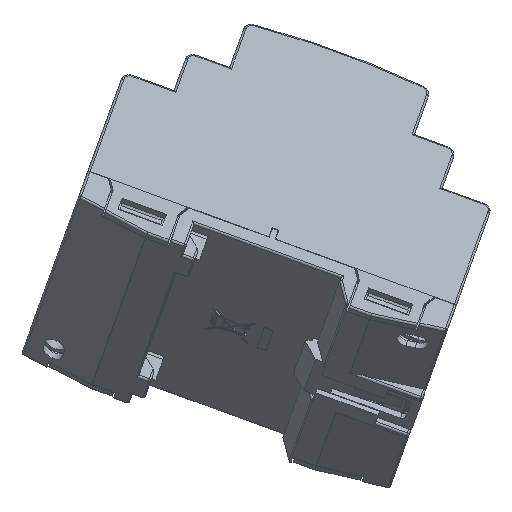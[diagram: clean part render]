
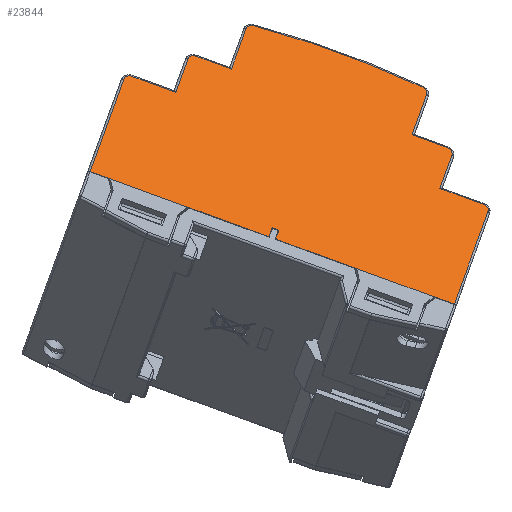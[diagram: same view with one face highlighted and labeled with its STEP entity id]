
A CAD part, left-side view. The second image highlights one B-rep face of the part: STEP entity #23844.
In plain terms, the highlighted face is planar.
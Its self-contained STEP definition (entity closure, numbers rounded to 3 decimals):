
#23184=CARTESIAN_POINT('Line Origine',(-35.,0.,28.45)) ;
#23188=CARTESIAN_POINT('Vertex',(-35.,-32.15,28.45)) ;
#23190=CARTESIAN_POINT('Vertex',(-35.,-42.85,28.45)) ;
#23379=CARTESIAN_POINT('Axis2P3D Location',(-35.,-42.85,26.95)) ;
#23383=CARTESIAN_POINT('Vertex',(-35.,-44.35,26.95)) ;
#23645=CARTESIAN_POINT('Axis2P3D Location',(-35.,0.,0.)) ;
#23650=CARTESIAN_POINT('Line Origine',(-35.,0.825,1.3)) ;
#23654=CARTESIAN_POINT('Vertex',(-35.,0.825,0.)) ;
#23656=CARTESIAN_POINT('Vertex',(-35.,0.825,2.6)) ;
#23659=CARTESIAN_POINT('Line Origine',(-35.,0.,2.6)) ;
#23663=CARTESIAN_POINT('Vertex',(-35.,-0.825,2.6)) ;
#23666=CARTESIAN_POINT('Line Origine',(-35.,-0.825,1.3)) ;
#23670=CARTESIAN_POINT('Vertex',(-35.,-0.825,0.)) ;
#23673=CARTESIAN_POINT('Line Origine',(-35.,-10.688,0.)) ;
#23677=CARTESIAN_POINT('Vertex',(-35.,-20.55,0.)) ;
#23680=CARTESIAN_POINT('Line Origine',(-35.,-30.,0.)) ;
#23684=CARTESIAN_POINT('Vertex',(-35.,-39.45,0.)) ;
#23687=CARTESIAN_POINT('Line Origine',(-35.,-41.9,0.)) ;
#23691=CARTESIAN_POINT('Vertex',(-35.,-44.35,0.)) ;
#23694=CARTESIAN_POINT('Line Origine',(-35.,-44.35,13.475)) ;
#23699=CARTESIAN_POINT('Line Origine',(-35.,-32.15,33.3)) ;
#23703=CARTESIAN_POINT('Vertex',(-35.,-32.15,38.15)) ;
#23706=CARTESIAN_POINT('Axis2P3D Location',(-35.,-30.65,38.15)) ;
#23710=CARTESIAN_POINT('Vertex',(-35.,-30.65,39.65)) ;
#23713=CARTESIAN_POINT('Line Origine',(-35.,-26.325,39.65)) ;
#23717=CARTESIAN_POINT('Vertex',(-35.,-22.,39.65)) ;
#23720=CARTESIAN_POINT('Line Origine',(-35.,-22.,45.518)) ;
#23724=CARTESIAN_POINT('Vertex',(-35.,-22.,51.386)) ;
#23727=CARTESIAN_POINT('Axis2P3D Location',(-35.,-20.5,51.386)) ;
#23731=CARTESIAN_POINT('Vertex',(-35.,-20.655,52.878)) ;
#23734=CARTESIAN_POINT('Axis2P3D Location',(-35.,0.,-145.55)) ;
#23738=CARTESIAN_POINT('Vertex',(-35.,20.655,52.878)) ;
#23741=CARTESIAN_POINT('Axis2P3D Location',(-35.,20.5,51.386)) ;
#23745=CARTESIAN_POINT('Vertex',(-35.,22.,51.386)) ;
#23748=CARTESIAN_POINT('Line Origine',(-35.,22.,45.518)) ;
#23752=CARTESIAN_POINT('Vertex',(-35.,22.,39.65)) ;
#23755=CARTESIAN_POINT('Line Origine',(-35.,26.325,39.65)) ;
#23759=CARTESIAN_POINT('Vertex',(-35.,30.65,39.65)) ;
#23762=CARTESIAN_POINT('Axis2P3D Location',(-35.,30.65,38.15)) ;
#23766=CARTESIAN_POINT('Vertex',(-35.,32.15,38.15)) ;
#23769=CARTESIAN_POINT('Line Origine',(-35.,32.15,33.3)) ;
#23773=CARTESIAN_POINT('Vertex',(-35.,32.15,28.45)) ;
#23776=CARTESIAN_POINT('Line Origine',(-35.,37.5,28.45)) ;
#23780=CARTESIAN_POINT('Vertex',(-35.,42.85,28.45)) ;
#23783=CARTESIAN_POINT('Axis2P3D Location',(-35.,42.85,26.95)) ;
#23787=CARTESIAN_POINT('Vertex',(-35.,44.35,26.95)) ;
#23790=CARTESIAN_POINT('Line Origine',(-35.,44.35,13.475)) ;
#23794=CARTESIAN_POINT('Vertex',(-35.,44.35,0.)) ;
#23797=CARTESIAN_POINT('Line Origine',(-35.,41.9,0.)) ;
#23801=CARTESIAN_POINT('Vertex',(-35.,39.45,0.)) ;
#23804=CARTESIAN_POINT('Line Origine',(-35.,30.,0.)) ;
#23808=CARTESIAN_POINT('Vertex',(-35.,20.55,0.)) ;
#23811=CARTESIAN_POINT('Line Origine',(-35.,10.688,0.)) ;
#23185=DIRECTION('Vector Direction',(0.,1.,0.)) ;
#23380=DIRECTION('Axis2P3D Direction',(1.,-0.,0.)) ;
#23646=DIRECTION('Axis2P3D Direction',(1.,0.,0.)) ;
#23647=DIRECTION('Axis2P3D XDirection',(0.,1.,0.)) ;
#23651=DIRECTION('Vector Direction',(0.,0.,1.)) ;
#23660=DIRECTION('Vector Direction',(0.,-1.,0.)) ;
#23667=DIRECTION('Vector Direction',(0.,0.,1.)) ;
#23674=DIRECTION('Vector Direction',(0.,1.,0.)) ;
#23681=DIRECTION('Vector Direction',(0.,1.,0.)) ;
#23688=DIRECTION('Vector Direction',(0.,1.,0.)) ;
#23695=DIRECTION('Vector Direction',(0.,0.,-1.)) ;
#23700=DIRECTION('Vector Direction',(0.,0.,-1.)) ;
#23707=DIRECTION('Axis2P3D Direction',(1.,0.,0.)) ;
#23714=DIRECTION('Vector Direction',(0.,1.,0.)) ;
#23721=DIRECTION('Vector Direction',(0.,0.,-1.)) ;
#23728=DIRECTION('Axis2P3D Direction',(1.,0.,0.)) ;
#23735=DIRECTION('Axis2P3D Direction',(1.,0.,0.)) ;
#23742=DIRECTION('Axis2P3D Direction',(1.,0.,0.)) ;
#23749=DIRECTION('Vector Direction',(0.,0.,-1.)) ;
#23756=DIRECTION('Vector Direction',(0.,1.,0.)) ;
#23763=DIRECTION('Axis2P3D Direction',(1.,0.,0.)) ;
#23770=DIRECTION('Vector Direction',(0.,0.,-1.)) ;
#23777=DIRECTION('Vector Direction',(0.,1.,0.)) ;
#23784=DIRECTION('Axis2P3D Direction',(1.,0.,0.)) ;
#23791=DIRECTION('Vector Direction',(0.,0.,-1.)) ;
#23798=DIRECTION('Vector Direction',(0.,1.,0.)) ;
#23805=DIRECTION('Vector Direction',(0.,1.,0.)) ;
#23812=DIRECTION('Vector Direction',(0.,1.,0.)) ;
#23381=AXIS2_PLACEMENT_3D('Circle Axis2P3D',#23379,#23380,$) ;
#23648=AXIS2_PLACEMENT_3D('Plane Axis2P3D',#23645,#23646,#23647) ;
#23708=AXIS2_PLACEMENT_3D('Circle Axis2P3D',#23706,#23707,$) ;
#23729=AXIS2_PLACEMENT_3D('Circle Axis2P3D',#23727,#23728,$) ;
#23736=AXIS2_PLACEMENT_3D('Circle Axis2P3D',#23734,#23735,$) ;
#23743=AXIS2_PLACEMENT_3D('Circle Axis2P3D',#23741,#23742,$) ;
#23764=AXIS2_PLACEMENT_3D('Circle Axis2P3D',#23762,#23763,$) ;
#23785=AXIS2_PLACEMENT_3D('Circle Axis2P3D',#23783,#23784,$) ;
#23817=ORIENTED_EDGE('',*,*,#23658,.T.) ;
#23818=ORIENTED_EDGE('',*,*,#23665,.T.) ;
#23819=ORIENTED_EDGE('',*,*,#23672,.F.) ;
#23820=ORIENTED_EDGE('',*,*,#23679,.T.) ;
#23821=ORIENTED_EDGE('',*,*,#23686,.F.) ;
#23822=ORIENTED_EDGE('',*,*,#23693,.T.) ;
#23823=ORIENTED_EDGE('',*,*,#23698,.F.) ;
#23824=ORIENTED_EDGE('',*,*,#23385,.F.) ;
#23825=ORIENTED_EDGE('',*,*,#23192,.F.) ;
#23826=ORIENTED_EDGE('',*,*,#23705,.F.) ;
#23827=ORIENTED_EDGE('',*,*,#23712,.F.) ;
#23828=ORIENTED_EDGE('',*,*,#23719,.F.) ;
#23829=ORIENTED_EDGE('',*,*,#23726,.F.) ;
#23830=ORIENTED_EDGE('',*,*,#23733,.F.) ;
#23831=ORIENTED_EDGE('',*,*,#23740,.F.) ;
#23832=ORIENTED_EDGE('',*,*,#23747,.F.) ;
#23833=ORIENTED_EDGE('',*,*,#23754,.F.) ;
#23834=ORIENTED_EDGE('',*,*,#23761,.F.) ;
#23835=ORIENTED_EDGE('',*,*,#23768,.F.) ;
#23836=ORIENTED_EDGE('',*,*,#23775,.F.) ;
#23837=ORIENTED_EDGE('',*,*,#23782,.F.) ;
#23838=ORIENTED_EDGE('',*,*,#23789,.F.) ;
#23839=ORIENTED_EDGE('',*,*,#23796,.F.) ;
#23840=ORIENTED_EDGE('',*,*,#23803,.T.) ;
#23841=ORIENTED_EDGE('',*,*,#23810,.T.) ;
#23842=ORIENTED_EDGE('',*,*,#23815,.T.) ;
#23186=VECTOR('Line Direction',#23185,1.) ;
#23652=VECTOR('Line Direction',#23651,1.) ;
#23661=VECTOR('Line Direction',#23660,1.) ;
#23668=VECTOR('Line Direction',#23667,1.) ;
#23675=VECTOR('Line Direction',#23674,1.) ;
#23682=VECTOR('Line Direction',#23681,1.) ;
#23689=VECTOR('Line Direction',#23688,1.) ;
#23696=VECTOR('Line Direction',#23695,1.) ;
#23701=VECTOR('Line Direction',#23700,1.) ;
#23715=VECTOR('Line Direction',#23714,1.) ;
#23722=VECTOR('Line Direction',#23721,1.) ;
#23750=VECTOR('Line Direction',#23749,1.) ;
#23757=VECTOR('Line Direction',#23756,1.) ;
#23771=VECTOR('Line Direction',#23770,1.) ;
#23778=VECTOR('Line Direction',#23777,1.) ;
#23792=VECTOR('Line Direction',#23791,1.) ;
#23799=VECTOR('Line Direction',#23798,1.) ;
#23806=VECTOR('Line Direction',#23805,1.) ;
#23813=VECTOR('Line Direction',#23812,1.) ;
#23844=ADVANCED_FACE('PartBody',(#23843),#23649,.F.) ;
#23382=CIRCLE('generated circle',#23381,1.5) ;
#23709=CIRCLE('generated circle',#23708,1.5) ;
#23730=CIRCLE('generated circle',#23729,1.5) ;
#23737=CIRCLE('generated circle',#23736,199.5) ;
#23744=CIRCLE('generated circle',#23743,1.5) ;
#23765=CIRCLE('generated circle',#23764,1.5) ;
#23786=CIRCLE('generated circle',#23785,1.5) ;
#23192=EDGE_CURVE('',#23189,#23191,#23187,.F.) ;
#23385=EDGE_CURVE('',#23191,#23384,#23382,.T.) ;
#23658=EDGE_CURVE('',#23655,#23657,#23653,.T.) ;
#23665=EDGE_CURVE('',#23657,#23664,#23662,.T.) ;
#23672=EDGE_CURVE('',#23671,#23664,#23669,.T.) ;
#23679=EDGE_CURVE('',#23671,#23678,#23676,.F.) ;
#23686=EDGE_CURVE('',#23685,#23678,#23683,.T.) ;
#23693=EDGE_CURVE('',#23685,#23692,#23690,.F.) ;
#23698=EDGE_CURVE('',#23384,#23692,#23697,.T.) ;
#23705=EDGE_CURVE('',#23704,#23189,#23702,.T.) ;
#23712=EDGE_CURVE('',#23711,#23704,#23709,.T.) ;
#23719=EDGE_CURVE('',#23718,#23711,#23716,.F.) ;
#23726=EDGE_CURVE('',#23725,#23718,#23723,.T.) ;
#23733=EDGE_CURVE('',#23732,#23725,#23730,.T.) ;
#23740=EDGE_CURVE('',#23739,#23732,#23737,.T.) ;
#23747=EDGE_CURVE('',#23746,#23739,#23744,.T.) ;
#23754=EDGE_CURVE('',#23753,#23746,#23751,.F.) ;
#23761=EDGE_CURVE('',#23760,#23753,#23758,.F.) ;
#23768=EDGE_CURVE('',#23767,#23760,#23765,.T.) ;
#23775=EDGE_CURVE('',#23774,#23767,#23772,.F.) ;
#23782=EDGE_CURVE('',#23781,#23774,#23779,.F.) ;
#23789=EDGE_CURVE('',#23788,#23781,#23786,.T.) ;
#23796=EDGE_CURVE('',#23795,#23788,#23793,.F.) ;
#23803=EDGE_CURVE('',#23795,#23802,#23800,.F.) ;
#23810=EDGE_CURVE('',#23802,#23809,#23807,.F.) ;
#23815=EDGE_CURVE('',#23809,#23655,#23814,.F.) ;
#23816=EDGE_LOOP('',(#23817,#23818,#23819,#23820,#23821,#23822,#23823,#23824,#23825,#23826,#23827,#23828,#23829,#23830,#23831,#23832,#23833,#23834,#23835,#23836,#23837,#23838,#23839,#23840,#23841,#23842)) ;
#23843=FACE_OUTER_BOUND('',#23816,.T.) ;
#23187=LINE('Line',#23184,#23186) ;
#23653=LINE('Line',#23650,#23652) ;
#23662=LINE('Line',#23659,#23661) ;
#23669=LINE('Line',#23666,#23668) ;
#23676=LINE('Line',#23673,#23675) ;
#23683=LINE('Line',#23680,#23682) ;
#23690=LINE('Line',#23687,#23689) ;
#23697=LINE('Line',#23694,#23696) ;
#23702=LINE('Line',#23699,#23701) ;
#23716=LINE('Line',#23713,#23715) ;
#23723=LINE('Line',#23720,#23722) ;
#23751=LINE('Line',#23748,#23750) ;
#23758=LINE('Line',#23755,#23757) ;
#23772=LINE('Line',#23769,#23771) ;
#23779=LINE('Line',#23776,#23778) ;
#23793=LINE('Line',#23790,#23792) ;
#23800=LINE('Line',#23797,#23799) ;
#23807=LINE('Line',#23804,#23806) ;
#23814=LINE('Line',#23811,#23813) ;
#23649=PLANE('',#23648) ;
#23189=VERTEX_POINT('',#23188) ;
#23191=VERTEX_POINT('',#23190) ;
#23384=VERTEX_POINT('',#23383) ;
#23655=VERTEX_POINT('',#23654) ;
#23657=VERTEX_POINT('',#23656) ;
#23664=VERTEX_POINT('',#23663) ;
#23671=VERTEX_POINT('',#23670) ;
#23678=VERTEX_POINT('',#23677) ;
#23685=VERTEX_POINT('',#23684) ;
#23692=VERTEX_POINT('',#23691) ;
#23704=VERTEX_POINT('',#23703) ;
#23711=VERTEX_POINT('',#23710) ;
#23718=VERTEX_POINT('',#23717) ;
#23725=VERTEX_POINT('',#23724) ;
#23732=VERTEX_POINT('',#23731) ;
#23739=VERTEX_POINT('',#23738) ;
#23746=VERTEX_POINT('',#23745) ;
#23753=VERTEX_POINT('',#23752) ;
#23760=VERTEX_POINT('',#23759) ;
#23767=VERTEX_POINT('',#23766) ;
#23774=VERTEX_POINT('',#23773) ;
#23781=VERTEX_POINT('',#23780) ;
#23788=VERTEX_POINT('',#23787) ;
#23795=VERTEX_POINT('',#23794) ;
#23802=VERTEX_POINT('',#23801) ;
#23809=VERTEX_POINT('',#23808) ;
